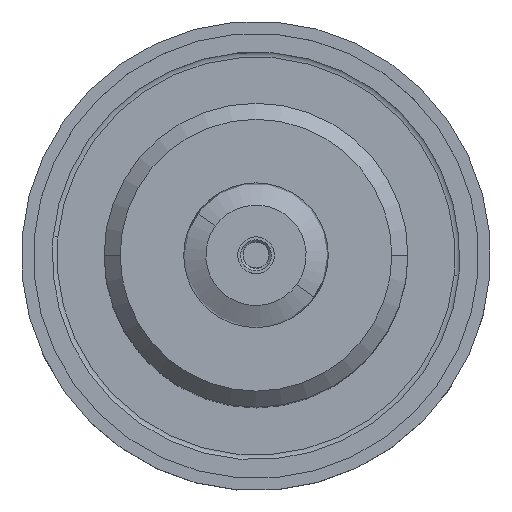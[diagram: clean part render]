
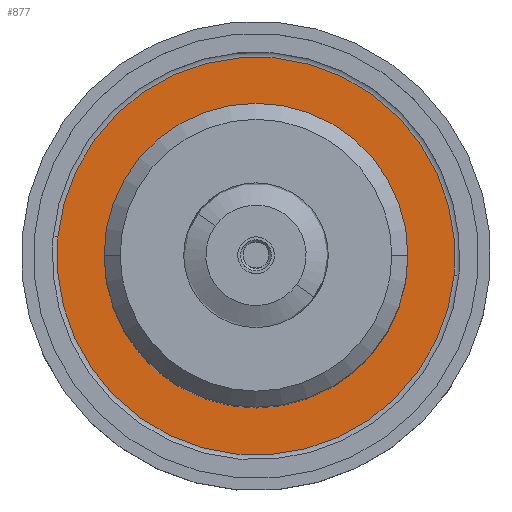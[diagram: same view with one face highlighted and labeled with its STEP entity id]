
A CAD part, top view. The second image highlights one B-rep face of the part: STEP entity #877.
In plain terms, the highlighted planar face has unit normal (0, 0, 1).
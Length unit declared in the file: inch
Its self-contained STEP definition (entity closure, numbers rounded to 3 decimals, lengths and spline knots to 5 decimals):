
#296 = EDGE_LOOP ( 'NONE', ( #561, #563 ) ) ;
#298 = EDGE_LOOP ( 'NONE', ( #984, #571 ) ) ;
#362 = CIRCLE ( 'NONE', #2431, 0.3635 ) ;
#440 = CARTESIAN_POINT ( 'NONE',  ( 0., 0., 0.76723 ) ) ;
#441 = DIRECTION ( 'NONE',  ( 0., 0., -1. ) ) ;
#442 = DIRECTION ( 'NONE',  ( 1., 0., 0. ) ) ;
#468 = CARTESIAN_POINT ( 'NONE',  ( 0., 0., 0.76723 ) ) ;
#469 = DIRECTION ( 'NONE',  ( 0., 0., -1. ) ) ;
#470 = DIRECTION ( 'NONE',  ( 1., 0., 0. ) ) ;
#489 = CIRCLE ( 'NONE', #2438, 0.3635 ) ;
#561 = ORIENTED_EDGE ( 'NONE', *, *, #2011, .T. ) ;
#563 = ORIENTED_EDGE ( 'NONE', *, *, #819, .T. ) ;
#571 = ORIENTED_EDGE ( 'NONE', *, *, #931, .T. ) ;
#685 = AXIS2_PLACEMENT_3D ( 'NONE', #1065, #1066, #1067 ) ;
#819 = EDGE_CURVE ( 'NONE', #1326, #1335, #1469, .T. ) ;
#877 = ADVANCED_FACE ( 'NONE', ( #2244, #2242 ), #2318, .T. ) ;
#922 = EDGE_CURVE ( 'NONE', #1355, #1310, #362, .T. ) ;
#931 = EDGE_CURVE ( 'NONE', #1310, #1355, #489, .T. ) ;
#984 = ORIENTED_EDGE ( 'NONE', *, *, #922, .T. ) ;
#1065 = CARTESIAN_POINT ( 'NONE',  ( 0., 0., 0.76723 ) ) ;
#1066 = DIRECTION ( 'NONE',  ( 0., 0., 1. ) ) ;
#1067 = DIRECTION ( 'NONE',  ( 0.995, -0.096, 0. ) ) ;
#1310 = VERTEX_POINT ( 'NONE', #2049 ) ;
#1326 = VERTEX_POINT ( 'NONE', #2062 ) ;
#1335 = VERTEX_POINT ( 'NONE', #2070 ) ;
#1355 = VERTEX_POINT ( 'NONE', #2090 ) ;
#1430 = AXIS2_PLACEMENT_3D ( 'NONE', #1533, #1534, #1535 ) ;
#1469 = CIRCLE ( 'NONE', #1430, 0.476 ) ;
#1533 = CARTESIAN_POINT ( 'NONE',  ( 0., 0., 0.76723 ) ) ;
#1534 = DIRECTION ( 'NONE',  ( 0., 0., 1. ) ) ;
#1535 = DIRECTION ( 'NONE',  ( 0.995, -0.096, 0. ) ) ;
#1629 = AXIS2_PLACEMENT_3D ( 'NONE', #2310, #2320, #2321 ) ;
#1751 = CIRCLE ( 'NONE', #685, 0.476 ) ;
#2011 = EDGE_CURVE ( 'NONE', #1335, #1326, #1751, .T. ) ;
#2049 = CARTESIAN_POINT ( 'NONE',  ( -0.3635, 0., 0.76723 ) ) ;
#2062 = CARTESIAN_POINT ( 'NONE',  ( -0.47381, 0.04564, 0.76723 ) ) ;
#2070 = CARTESIAN_POINT ( 'NONE',  ( 0.47381, -0.04564, 0.76723 ) ) ;
#2090 = CARTESIAN_POINT ( 'NONE',  ( 0.3635, 0., 0.76723 ) ) ;
#2242 = FACE_OUTER_BOUND ( 'NONE', #296, .T. ) ;
#2244 = FACE_BOUND ( 'NONE', #298, .T. ) ;
#2310 = CARTESIAN_POINT ( 'NONE',  ( 0.04756, 0.49371, 0.76723 ) ) ;
#2318 = PLANE ( 'NONE',  #1629 ) ;
#2320 = DIRECTION ( 'NONE',  ( 0., 0., 1. ) ) ;
#2321 = DIRECTION ( 'NONE',  ( 0.995, -0.096, 0. ) ) ;
#2431 = AXIS2_PLACEMENT_3D ( 'NONE', #440, #441, #442 ) ;
#2438 = AXIS2_PLACEMENT_3D ( 'NONE', #468, #469, #470 ) ;
